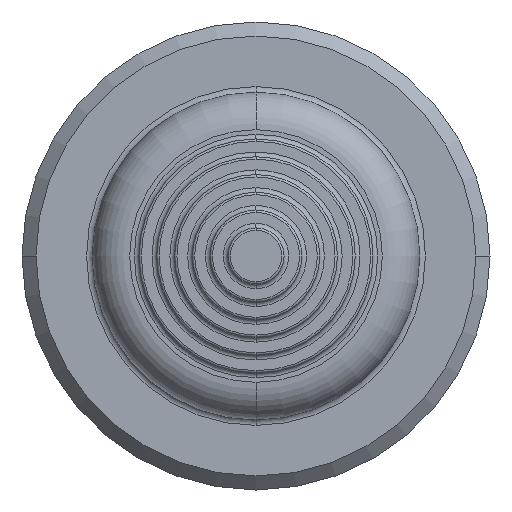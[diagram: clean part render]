
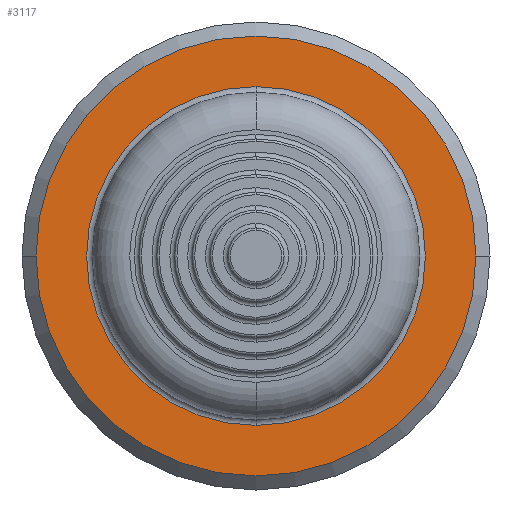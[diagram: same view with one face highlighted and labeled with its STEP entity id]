
A CAD part, front view. The second image highlights one B-rep face of the part: STEP entity #3117.
In plain terms, the highlighted planar face has unit normal (0, -1, 0).
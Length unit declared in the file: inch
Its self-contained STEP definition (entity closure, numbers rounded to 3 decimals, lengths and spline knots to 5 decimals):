
#1558=CARTESIAN_POINT('',(0.,-0.118,0.));
#1559=DIRECTION('',(0.,-1.,0.));
#1560=DIRECTION('',(1.,0.,0.));
#1561=AXIS2_PLACEMENT_3D('',#1558,#1559,#1560);
#1563=CARTESIAN_POINT('',(0.,-0.118,0.));
#1564=DIRECTION('',(0.,-1.,0.));
#1565=DIRECTION('',(-1.,0.,0.));
#1566=AXIS2_PLACEMENT_3D('',#1563,#1564,#1565);
#1568=CARTESIAN_POINT('',(0.,-0.118,0.));
#1569=DIRECTION('',(0.,-1.,0.));
#1570=DIRECTION('',(0.,0.,-1.));
#1571=AXIS2_PLACEMENT_3D('',#1568,#1569,#1570);
#1573=CARTESIAN_POINT('',(0.,-0.118,0.));
#1574=DIRECTION('',(0.,-1.,0.));
#1575=DIRECTION('',(0.,0.,1.));
#1576=AXIS2_PLACEMENT_3D('',#1573,#1574,#1575);
#2665=CARTESIAN_POINT('',(0.47,-0.118,0.));
#2666=CARTESIAN_POINT('',(-0.47,-0.118,0.));
#2667=VERTEX_POINT('',#2665);
#2668=VERTEX_POINT('',#2666);
#2743=CARTESIAN_POINT('',(0.,-0.118,-0.362));
#2744=CARTESIAN_POINT('',(0.,-0.118,0.362));
#2745=VERTEX_POINT('',#2743);
#2746=VERTEX_POINT('',#2744);
#3100=CARTESIAN_POINT('',(0.,-0.118,0.));
#3101=DIRECTION('',(0.,1.,0.));
#3102=DIRECTION('',(-1.,0.,0.));
#3103=AXIS2_PLACEMENT_3D('',#3100,#3101,#3102);
#3104=PLANE('',#3103);
#3106=ORIENTED_EDGE('',*,*,#3105,.F.);
#3108=ORIENTED_EDGE('',*,*,#3107,.F.);
#3109=EDGE_LOOP('',(#3106,#3108));
#3110=FACE_OUTER_BOUND('',#3109,.F.);
#3112=ORIENTED_EDGE('',*,*,#3111,.T.);
#3114=ORIENTED_EDGE('',*,*,#3113,.T.);
#3115=EDGE_LOOP('',(#3112,#3114));
#3116=FACE_BOUND('',#3115,.F.);
#3117=ADVANCED_FACE('',(#3110,#3116),#3104,.F.);
#1562=CIRCLE('',#1561,0.47);
#1567=CIRCLE('',#1566,0.47);
#1572=CIRCLE('',#1571,0.362);
#1577=CIRCLE('',#1576,0.362);
#3105=EDGE_CURVE('',#2667,#2668,#1562,.T.);
#3107=EDGE_CURVE('',#2668,#2667,#1567,.T.);
#3111=EDGE_CURVE('',#2745,#2746,#1572,.T.);
#3113=EDGE_CURVE('',#2746,#2745,#1577,.T.);
